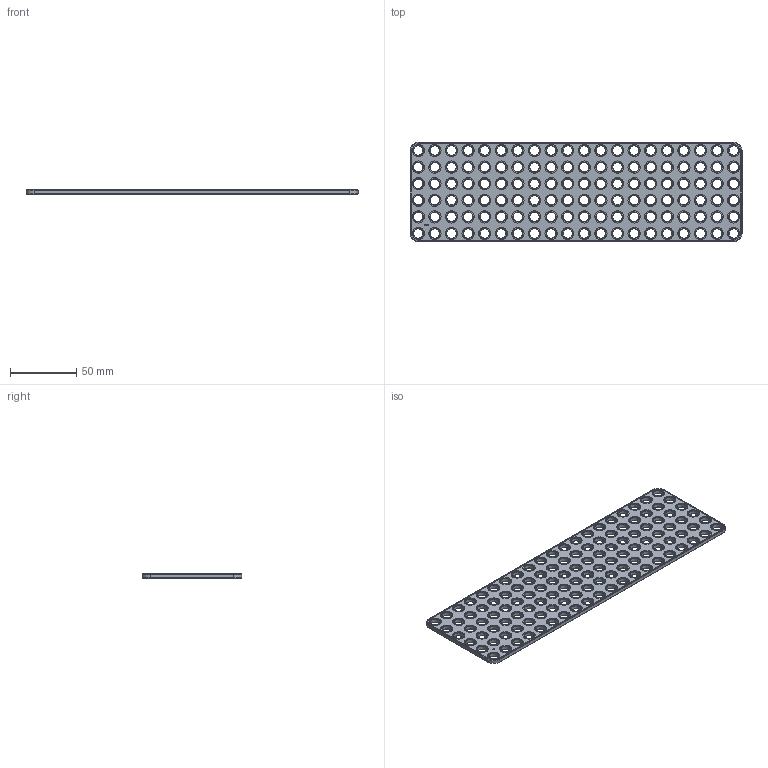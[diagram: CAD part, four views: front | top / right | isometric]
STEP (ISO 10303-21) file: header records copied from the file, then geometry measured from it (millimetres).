
FILE_DESCRIPTION(('FreeCAD Model'),'2;1');
FILE_NAME('Open CASCADE Shape Model','2024-10-09T00:51:24',(''),(''), 'Open CASCADE STEP processor 7.7','FreeCAD','Unknown');
FILE_SCHEMA(('AUTOMOTIVE_DESIGN { 1 0 10303 214 1 1 1 1 }'));
Length unit declared in the file: millimetre
Products named in the file (1): Plate RCT CRNR BU20x06x00.25 - SPN-PLT-0242 (stemfie.org)
Bounding box: 250 x 75 x 3.12 mm (x, y, z)
Volume: 41709.5 mm3; surface area: 38138.2 mm2
Topology: 1 solids, 1 shells, 1072 faces, 2498 edges, 1580 vertices
Faces by surface type: plane 454, cylinder 248, cone 248, extrusion 122
Full cylindrical faces by diameter (mm): 7 x120, 9.2 x120
Entity records: 31286 total; most frequent: CARTESIAN_POINT 6145, DIRECTION 5022, ORIENTED_EDGE 4996, EDGE_CURVE 2498, AXIS2_PLACEMENT_3D 1695, VECTOR 1632, VERTEX_POINT 1580, LINE 1510
